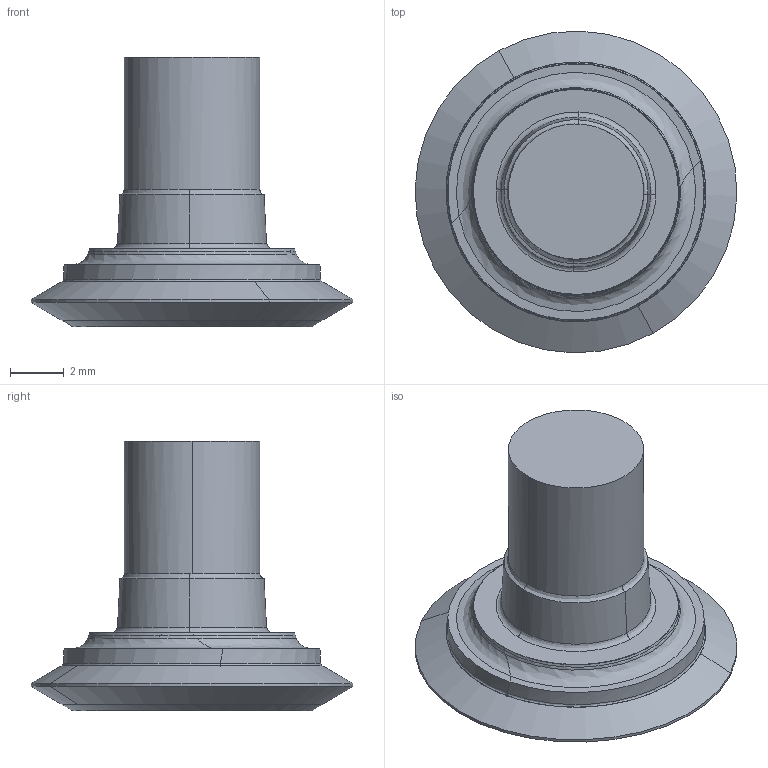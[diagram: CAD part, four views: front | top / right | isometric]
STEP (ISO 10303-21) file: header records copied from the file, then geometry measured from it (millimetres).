
FILE_DESCRIPTION(('CATIA V5 STEP','CAx-IF Rec.Pracs.--- Model Styling and Organization---1.2---2011-12-15'),'2;1');
FILE_NAME('3357305 L.stp','2022-01-03T14:07:52+00:00',('none'),('none'),'CATIA Version 5 Release 21 SP 5 (IN-10)','CATIA V5 STEP AP214','none');
FILE_SCHEMA(('AUTOMOTIVE_DESIGN { 1 0 10303 214 1 1 1 1 }'));
Length unit declared in the file: millimetre
Products named in the file (1): #5
Bounding box: 11.94 x 11.94 x 10 mm (x, y, z)
Volume: 372.2 mm3; surface area: 464.8 mm2
Topology: 2 solids, 2 shells, 52 faces, 120 edges, 73 vertices
Faces by surface type: revolution 30, bspline 15, plane 5, cylinder 2
Entity records: 2014 total; most frequent: CARTESIAN_POINT 1064, ORIENTED_EDGE 232, EDGE_CURVE 116, B_SPLINE_CURVE_WITH_KNOTS 85, DIRECTION 83, VERTEX_POINT 67, EDGE_LOOP 53, ADVANCED_FACE 52
